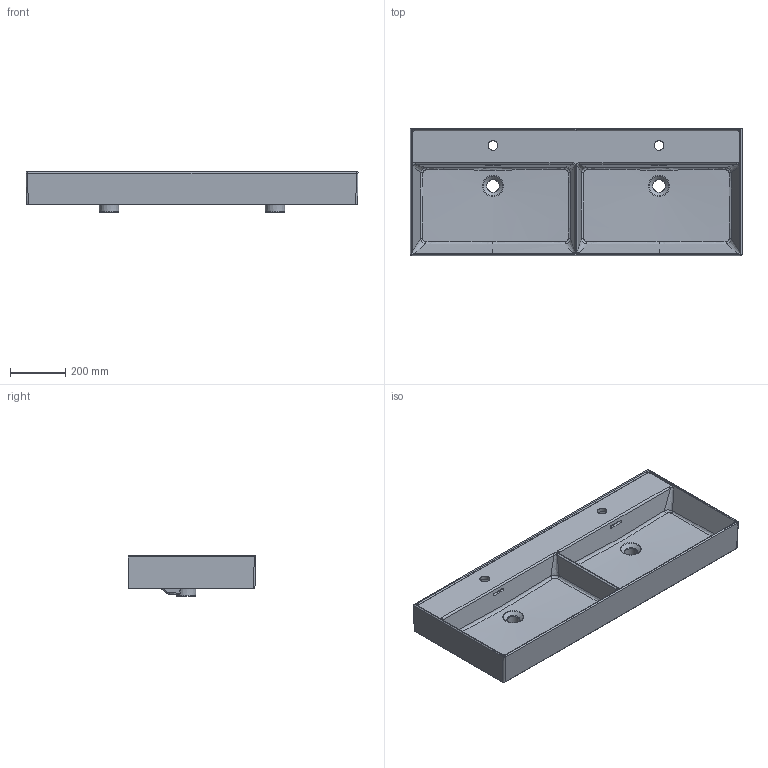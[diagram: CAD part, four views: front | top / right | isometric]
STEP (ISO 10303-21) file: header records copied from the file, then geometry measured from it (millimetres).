
FILE_DESCRIPTION(/* description */ (''),/* implementation_level */ '2;1');
FILE_NAME(/* name */ '1393 milano.stp',/* time_stamp */ '2017-02-07T08:47:51+03:00',/* author */ (''),/* organization */ (''),/* preprocessor_version */ 'ST-DEVELOPER v16',/* originating_system */ 'SIEMENS PLM Software NX 10.0',/* authorisation */ '');
FILE_SCHEMA (('AP203_CONFIGURATION_CONTROLLED_3D_DESIGN_OF_MECHANICAL_PARTS_AND_ASSEMBLIES_MIM_LF { 1 0 10303 403 2 1 2}'));
Length unit declared in the file: millimetre
Products named in the file (1): Cosk10F4B405xyii
Bounding box: 1203.9 x 464.12 x 146 mm (x, y, z)
Volume: 21208988.2 mm3; surface area: 1939260.1 mm2
Topology: 1 solids, 1 shells, 583 faces, 1392 edges, 779 vertices
Faces by surface type: bspline 397, cylinder 80, plane 65, sphere 21, cone 10, torus 10
Full cylindrical faces by diameter (mm): 45 x2
Entity records: 25450 total; most frequent: CARTESIAN_POINT 14933, ORIENTED_EDGE 2680, DIRECTION 1469, EDGE_CURVE 1340, VERTEX_POINT 772, B_SPLINE_CURVE_WITH_KNOTS 685, AXIS2_PLACEMENT_3D 644, EDGE_LOOP 604
